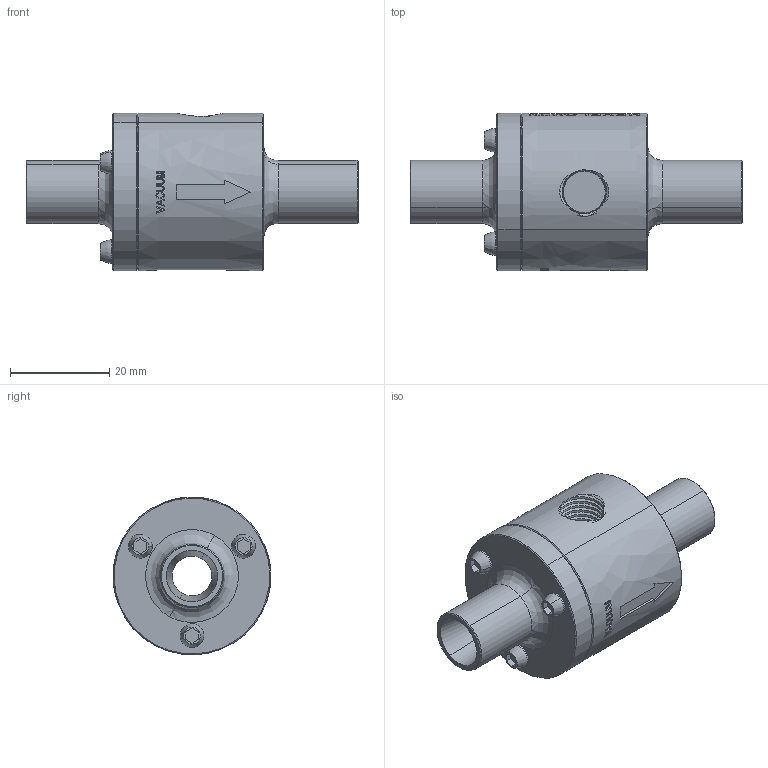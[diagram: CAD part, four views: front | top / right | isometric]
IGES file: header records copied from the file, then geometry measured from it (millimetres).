
Start section: START RECORD GO HERE.
Global section: file name: Outline.igs; native system: DASSAULT SYSTEMES CATIA V5 R20 - www.3ds.com; preprocessor: CATIA Version 5 Release 20 ; author: DESIGNENG; organization: DESIGNENG; date: 20160509.142504; units: millimetre
Bounding box: 66.85 x 31.75 x 31.75 mm (x, y, z)
Volume: 24260.1 mm3; surface area: 9374.7 mm2
Topology: 1 solids, 4 shells, 976 faces, 2588 edges, 1661 vertices
Faces by surface type: bspline 332, plane 267, revolution 242, extrusion 135
